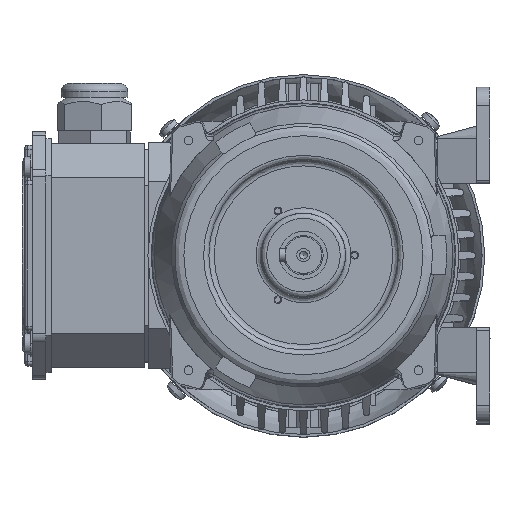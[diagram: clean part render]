
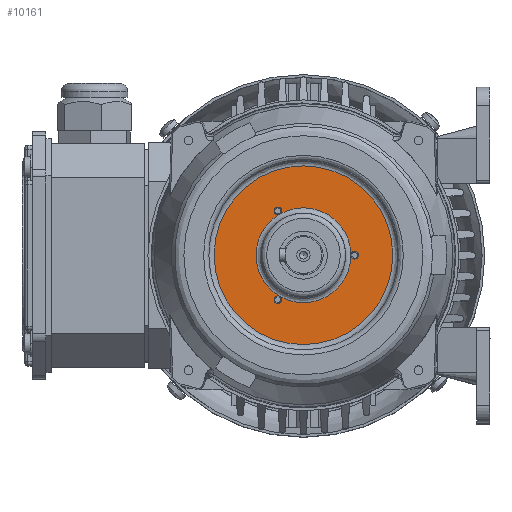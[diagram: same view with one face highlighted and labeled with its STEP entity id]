
A CAD part, top view. The second image highlights one B-rep face of the part: STEP entity #10161.
In plain terms, the highlighted planar face has unit normal (0, 0, 1).
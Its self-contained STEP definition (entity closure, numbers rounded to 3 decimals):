
#2391=PLANE('',#32922);
#10161=ADVANCED_FACE('',(#11698,#11699),#2391,.T.);
#11698=FACE_BOUND('',#12748,.T.);
#11699=FACE_BOUND('',#12749,.T.);
#12748=EDGE_LOOP('',(#17514,#17515,#17516,#17517,#17518,#17519,#17520,#17521,
#17522));
#12749=EDGE_LOOP('',(#17523));
#17514=ORIENTED_EDGE('',*,*,#27858,.T.);
#17515=ORIENTED_EDGE('',*,*,#27859,.T.);
#17516=ORIENTED_EDGE('',*,*,#27856,.T.);
#17517=ORIENTED_EDGE('',*,*,#27860,.T.);
#17518=ORIENTED_EDGE('',*,*,#27861,.T.);
#17519=ORIENTED_EDGE('',*,*,#27855,.T.);
#17520=ORIENTED_EDGE('',*,*,#27862,.T.);
#17521=ORIENTED_EDGE('',*,*,#27863,.T.);
#17522=ORIENTED_EDGE('',*,*,#27857,.T.);
#17523=ORIENTED_EDGE('',*,*,#27864,.T.);
#23825=VERTEX_POINT('',#50139);
#23826=VERTEX_POINT('',#50140);
#23827=VERTEX_POINT('',#50142);
#23828=VERTEX_POINT('',#50166);
#23829=VERTEX_POINT('',#50169);
#23830=VERTEX_POINT('',#50172);
#23831=VERTEX_POINT('',#50175);
#27855=EDGE_CURVE('',#23825,#23826,#31186,.T.);
#27856=EDGE_CURVE('',#23827,#23825,#31187,.T.);
#27857=EDGE_CURVE('',#23826,#23827,#31188,.T.);
#27858=EDGE_CURVE('',#23827,#23828,#31189,.T.);
#27859=EDGE_CURVE('',#23828,#23827,#31190,.T.);
#27860=EDGE_CURVE('',#23825,#23829,#31191,.T.);
#27861=EDGE_CURVE('',#23829,#23825,#31192,.T.);
#27862=EDGE_CURVE('',#23826,#23830,#31193,.T.);
#27863=EDGE_CURVE('',#23830,#23826,#31194,.T.);
#27864=EDGE_CURVE('',#23831,#23831,#31195,.T.);
#31186=CIRCLE('',#32912,18.053);
#31187=CIRCLE('',#32913,18.053);
#31188=CIRCLE('',#32914,18.053);
#31189=CIRCLE('',#32915,1.447);
#31190=CIRCLE('',#32916,1.447);
#31191=CIRCLE('',#32917,1.447);
#31192=CIRCLE('',#32918,1.447);
#31193=CIRCLE('',#32919,1.447);
#31194=CIRCLE('',#32920,1.447);
#31195=CIRCLE('',#32921,34.);
#32912=AXIS2_PLACEMENT_3D('',#50138,#37601,#37602);
#32913=AXIS2_PLACEMENT_3D('',#50141,#37603,#37604);
#32914=AXIS2_PLACEMENT_3D('',#50143,#37605,#37606);
#32915=AXIS2_PLACEMENT_3D('',#50165,#37607,#37608);
#32916=AXIS2_PLACEMENT_3D('',#50167,#37609,#37610);
#32917=AXIS2_PLACEMENT_3D('',#50168,#37611,#37612);
#32918=AXIS2_PLACEMENT_3D('',#50170,#37613,#37614);
#32919=AXIS2_PLACEMENT_3D('',#50171,#37615,#37616);
#32920=AXIS2_PLACEMENT_3D('',#50173,#37617,#37618);
#32921=AXIS2_PLACEMENT_3D('',#50174,#37619,#37620);
#32922=AXIS2_PLACEMENT_3D('',#50176,#37621,#37622);
#37601=DIRECTION('',(0.,0.,-1.));
#37602=DIRECTION('',(-0.5,0.866,0.));
#37603=DIRECTION('',(0.,0.,-1.));
#37604=DIRECTION('',(-0.5,-0.866,0.));
#37605=DIRECTION('',(0.,0.,-1.));
#37606=DIRECTION('',(1.,0.,0.));
#37607=DIRECTION('',(0.,0.,-1.));
#37608=DIRECTION('',(0.5,0.866,0.));
#37609=DIRECTION('',(0.,0.,-1.));
#37610=DIRECTION('',(-1.,0.,0.));
#37611=DIRECTION('',(0.,0.,-1.));
#37612=DIRECTION('',(0.5,-0.866,0.));
#37613=DIRECTION('',(0.,0.,-1.));
#37614=DIRECTION('',(0.5,0.866,0.));
#37615=DIRECTION('',(0.,0.,-1.));
#37616=DIRECTION('',(-1.,0.,0.));
#37617=DIRECTION('',(0.,0.,-1.));
#37618=DIRECTION('',(0.5,-0.866,0.));
#37619=DIRECTION('',(0.,0.,1.));
#37620=DIRECTION('',(1.,0.,0.));
#37621=DIRECTION('',(0.,0.,1.));
#37622=DIRECTION('',(-1.,0.,0.));
#50138=CARTESIAN_POINT('',(0.,0.,24.));
#50139=CARTESIAN_POINT('',(-9.027,15.634,24.));
#50140=CARTESIAN_POINT('',(18.053,0.,24.));
#50141=CARTESIAN_POINT('',(0.,0.,24.));
#50142=CARTESIAN_POINT('',(-9.027,-15.634,24.));
#50143=CARTESIAN_POINT('',(0.,0.,24.));
#50165=CARTESIAN_POINT('',(-9.75,-16.887,24.));
#50166=CARTESIAN_POINT('',(-11.197,-16.887,24.));
#50167=CARTESIAN_POINT('',(-9.75,-16.887,24.));
#50168=CARTESIAN_POINT('',(-9.75,16.887,24.));
#50169=CARTESIAN_POINT('',(-9.027,18.141,24.));
#50170=CARTESIAN_POINT('',(-9.75,16.887,24.));
#50171=CARTESIAN_POINT('',(19.5,0.,24.));
#50172=CARTESIAN_POINT('',(20.223,-1.253,24.));
#50173=CARTESIAN_POINT('',(19.5,0.,24.));
#50174=CARTESIAN_POINT('',(0.,0.,24.));
#50175=CARTESIAN_POINT('',(34.,0.,24.));
#50176=CARTESIAN_POINT('',(37.5,37.5,24.));
